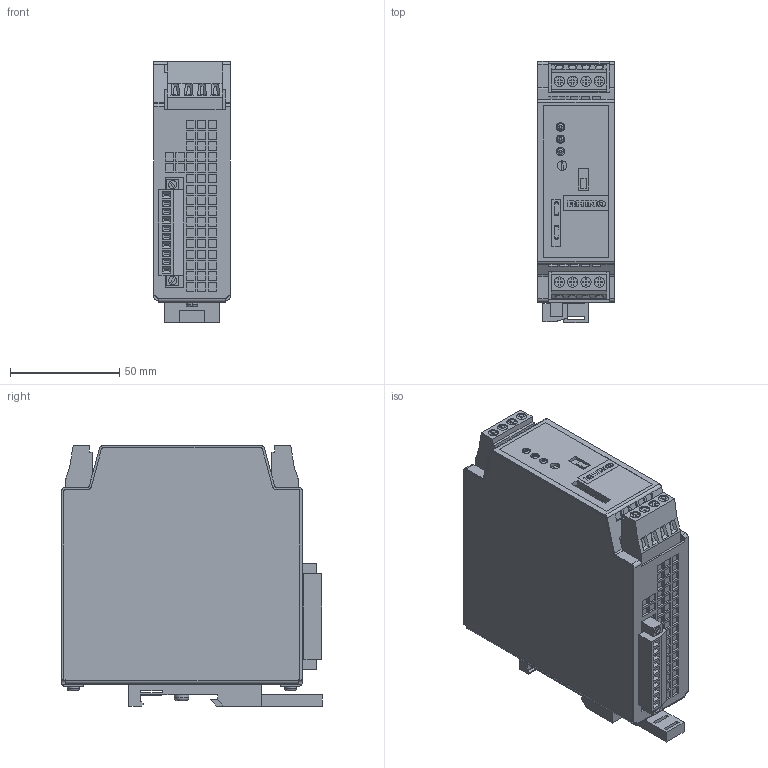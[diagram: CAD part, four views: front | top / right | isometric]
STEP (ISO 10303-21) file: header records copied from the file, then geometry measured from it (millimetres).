
FILE_DESCRIPTION (( 'STEP AP203' ), '1' );
FILE_NAME ('PSM24-BCM360S.STEP', '2011-10-11T15:51:13', ( '.adc' ), ( '' ), 'SwSTEP 2.0', 'SolidWorks 2011', '' );
FILE_SCHEMA (( 'CONFIG_CONTROL_DESIGN' ));
Products named in the file (1): PSM24-BCM360S
Bounding box: 35.05 x 119.17 x 119.16 mm (x, y, z)
Volume: 421207.5 mm3; surface area: 51763.2 mm2
Topology: 1 solids, 1 shells, 1500 faces, 3762 edges, 2470 vertices
Faces by surface type: plane 1358, cylinder 110, bspline 20, torus 12
Entity records: 45446 total; most frequent: CARTESIAN_POINT 9307, ORIENTED_EDGE 7524, DIRECTION 6962, EDGE_CURVE 3762, VECTOR 3352, LINE 3352, VERTEX_POINT 2470, AXIS2_PLACEMENT_3D 1805
